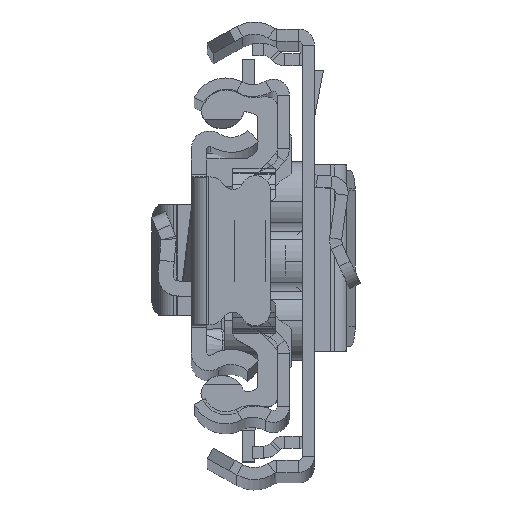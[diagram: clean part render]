
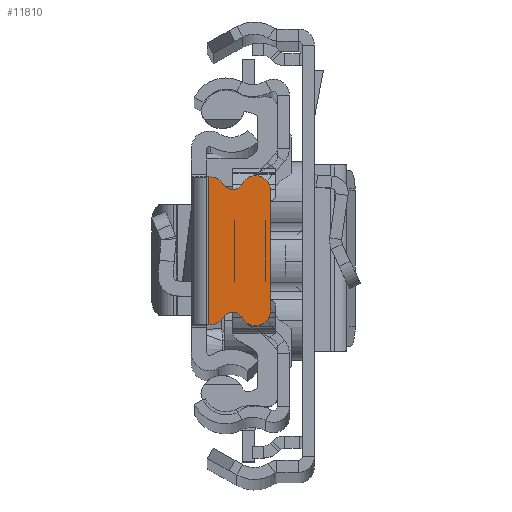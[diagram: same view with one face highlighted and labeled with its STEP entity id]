
A CAD part, top view. The second image highlights one B-rep face of the part: STEP entity #11810.
In plain terms, the highlighted planar face has unit normal (0, 0, 1).
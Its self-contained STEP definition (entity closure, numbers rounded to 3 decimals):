
#596 = DIRECTION ( 'NONE',  ( 0., 0., 1. ) ) ;
#1094 = CIRCLE ( 'NONE', #13395, 1.5 ) ;
#1673 = DIRECTION ( 'NONE',  ( 0., 0., 1. ) ) ;
#1865 = ORIENTED_EDGE ( 'NONE', *, *, #24010, .T. ) ;
#1956 = EDGE_LOOP ( 'NONE', ( #3422, #8512, #8558, #11616, #20850, #23628, #1865, #21264, #3044, #9934 ) ) ;
#2030 = VERTEX_POINT ( 'NONE', #20884 ) ;
#2067 = VERTEX_POINT ( 'NONE', #24632 ) ;
#2310 = VERTEX_POINT ( 'NONE', #14281 ) ;
#2938 = CARTESIAN_POINT ( 'NONE',  ( -7.929, 6., 0. ) ) ;
#3033 = CARTESIAN_POINT ( 'NONE',  ( -5.109, -6.713, 0. ) ) ;
#3044 = ORIENTED_EDGE ( 'NONE', *, *, #24160, .T. ) ;
#3060 = DIRECTION ( 'NONE',  ( 1., 0., 0. ) ) ;
#3422 = ORIENTED_EDGE ( 'NONE', *, *, #14964, .F. ) ;
#3578 = DIRECTION ( 'NONE',  ( -1., 0., 0. ) ) ;
#4190 = VECTOR ( 'NONE', #3060, 1000. ) ;
#4543 = CARTESIAN_POINT ( 'NONE',  ( -5.109, 6.713, 0. ) ) ;
#4638 = CARTESIAN_POINT ( 'NONE',  ( -1.75, 0., 0. ) ) ;
#4661 = CIRCLE ( 'NONE', #19059, 1.1 ) ;
#4714 = DIRECTION ( 'NONE',  ( 1., 0., 0. ) ) ;
#4774 = CARTESIAN_POINT ( 'NONE',  ( -6.429, -6., 0. ) ) ;
#5638 = LINE ( 'NONE', #13463, #20483 ) ;
#5816 = EDGE_CURVE ( 'NONE', #2030, #2310, #5638, .T. ) ;
#5872 = CARTESIAN_POINT ( 'NONE',  ( -4.142, -7.236, 0. ) ) ;
#7073 = DIRECTION ( 'NONE',  ( 0., -1., 0. ) ) ;
#8273 = AXIS2_PLACEMENT_3D ( 'NONE', #20149, #22089, #15893 ) ;
#8444 = FACE_OUTER_BOUND ( 'NONE', #1956, .T. ) ;
#8512 = ORIENTED_EDGE ( 'NONE', *, *, #9448, .F. ) ;
#8558 = ORIENTED_EDGE ( 'NONE', *, *, #17351, .T. ) ;
#8669 = DIRECTION ( 'NONE',  ( 0., 0., 1. ) ) ;
#9448 = EDGE_CURVE ( 'NONE', #17214, #17104, #14887, .T. ) ;
#9934 = ORIENTED_EDGE ( 'NONE', *, *, #5816, .F. ) ;
#10583 = CARTESIAN_POINT ( 'NONE',  ( -3.206, -6.658, 0. ) ) ;
#10632 = EDGE_CURVE ( 'NONE', #20084, #17749, #4661, .T. ) ;
#10872 = DIRECTION ( 'NONE',  ( -1., 0., 0. ) ) ;
#11195 = CARTESIAN_POINT ( 'NONE',  ( -1.929, 7.37, 0. ) ) ;
#11616 = ORIENTED_EDGE ( 'NONE', *, *, #16787, .T. ) ;
#11795 = DIRECTION ( 'NONE',  ( -1., 0., 0. ) ) ;
#11810 = ADVANCED_FACE ( 'NONE', ( #8444 ), #18234, .T. ) ;
#12411 = EDGE_CURVE ( 'NONE', #16032, #24454, #16581, .T. ) ;
#12658 = DIRECTION ( 'NONE',  ( 0., 0., 1. ) ) ;
#12740 = DIRECTION ( 'NONE',  ( 1., 0., 0. ) ) ;
#12798 = CIRCLE ( 'NONE', #8273, 1.1 ) ;
#13122 = DIRECTION ( 'NONE',  ( 1., 0., 0. ) ) ;
#13395 = AXIS2_PLACEMENT_3D ( 'NONE', #4774, #16738, #12740 ) ;
#13463 = CARTESIAN_POINT ( 'NONE',  ( -1.929, -7.37, 0. ) ) ;
#13710 = DIRECTION ( 'NONE',  ( 0., 0., -1. ) ) ;
#13961 = LINE ( 'NONE', #17715, #17730 ) ;
#14281 = CARTESIAN_POINT ( 'NONE',  ( -1.929, -7.37, 0. ) ) ;
#14887 = LINE ( 'NONE', #18768, #4190 ) ;
#14964 = EDGE_CURVE ( 'NONE', #17104, #2030, #24735, .T. ) ;
#15048 = CIRCLE ( 'NONE', #16700, 1.5 ) ;
#15893 = DIRECTION ( 'NONE',  ( 1., 0., 0. ) ) ;
#16032 = VERTEX_POINT ( 'NONE', #4543 ) ;
#16296 = CARTESIAN_POINT ( 'NONE',  ( 594.071, 0., 0. ) ) ;
#16581 = CIRCLE ( 'NONE', #20676, 1.5 ) ;
#16700 = AXIS2_PLACEMENT_3D ( 'NONE', #17122, #1673, #13122 ) ;
#16707 = EDGE_CURVE ( 'NONE', #24454, #19897, #13961, .T. ) ;
#16738 = DIRECTION ( 'NONE',  ( 0., 0., 1. ) ) ;
#16787 = EDGE_CURVE ( 'NONE', #2067, #16032, #12798, .T. ) ;
#16903 = CARTESIAN_POINT ( 'NONE',  ( -6.429, 6., 0. ) ) ;
#17104 = VERTEX_POINT ( 'NONE', #20846 ) ;
#17122 = CARTESIAN_POINT ( 'NONE',  ( -1.929, -5.87, 0. ) ) ;
#17214 = VERTEX_POINT ( 'NONE', #11195 ) ;
#17351 = EDGE_CURVE ( 'NONE', #17214, #2067, #23931, .T. ) ;
#17715 = CARTESIAN_POINT ( 'NONE',  ( -7.929, -6., 0. ) ) ;
#17730 = VECTOR ( 'NONE', #17846, 1000. ) ;
#17749 = VERTEX_POINT ( 'NONE', #10583 ) ;
#17846 = DIRECTION ( 'NONE',  ( 0., -1., 0. ) ) ;
#18234 = PLANE ( 'NONE',  #25207 ) ;
#18768 = CARTESIAN_POINT ( 'NONE',  ( -1.929, 7.37, 0. ) ) ;
#18854 = CARTESIAN_POINT ( 'NONE',  ( -1.929, 5.87, 0. ) ) ;
#19059 = AXIS2_PLACEMENT_3D ( 'NONE', #5872, #13710, #11795 ) ;
#19897 = VERTEX_POINT ( 'NONE', #20822 ) ;
#20084 = VERTEX_POINT ( 'NONE', #3033 ) ;
#20149 = CARTESIAN_POINT ( 'NONE',  ( -4.142, 7.236, 0. ) ) ;
#20483 = VECTOR ( 'NONE', #3578, 1000. ) ;
#20676 = AXIS2_PLACEMENT_3D ( 'NONE', #16903, #8669, #22838 ) ;
#20822 = CARTESIAN_POINT ( 'NONE',  ( -7.929, -6., 0. ) ) ;
#20846 = CARTESIAN_POINT ( 'NONE',  ( -1.75, 7.37, 0. ) ) ;
#20850 = ORIENTED_EDGE ( 'NONE', *, *, #12411, .T. ) ;
#20884 = CARTESIAN_POINT ( 'NONE',  ( -1.75, -7.37, 0. ) ) ;
#21264 = ORIENTED_EDGE ( 'NONE', *, *, #10632, .T. ) ;
#22089 = DIRECTION ( 'NONE',  ( 0., 0., -1. ) ) ;
#22838 = DIRECTION ( 'NONE',  ( -1., 0., 0. ) ) ;
#23628 = ORIENTED_EDGE ( 'NONE', *, *, #16707, .T. ) ;
#23805 = VECTOR ( 'NONE', #7073, 1000. ) ;
#23931 = CIRCLE ( 'NONE', #24361, 1.5 ) ;
#24010 = EDGE_CURVE ( 'NONE', #19897, #20084, #1094, .T. ) ;
#24160 = EDGE_CURVE ( 'NONE', #17749, #2310, #15048, .T. ) ;
#24361 = AXIS2_PLACEMENT_3D ( 'NONE', #18854, #12658, #10872 ) ;
#24454 = VERTEX_POINT ( 'NONE', #2938 ) ;
#24632 = CARTESIAN_POINT ( 'NONE',  ( -3.206, 6.658, 0. ) ) ;
#24735 = LINE ( 'NONE', #4638, #23805 ) ;
#25207 = AXIS2_PLACEMENT_3D ( 'NONE', #16296, #596, #4714 ) ;
